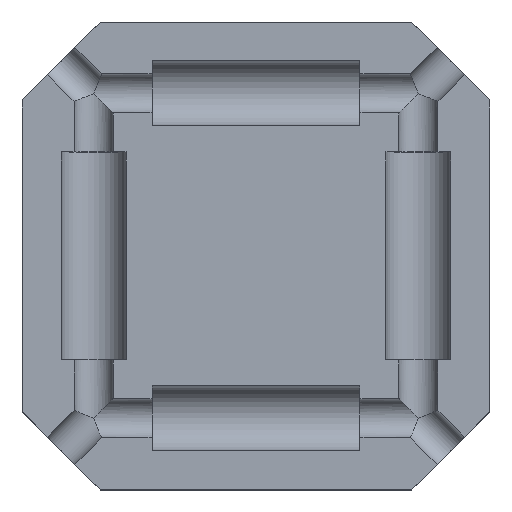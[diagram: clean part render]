
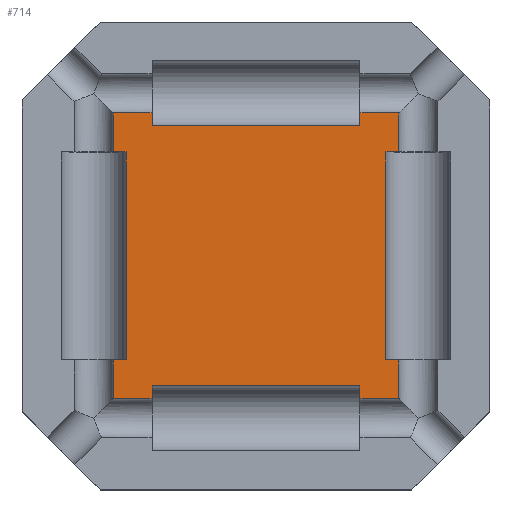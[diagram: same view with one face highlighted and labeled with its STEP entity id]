
A CAD part, top view. The second image highlights one B-rep face of the part: STEP entity #714.
In plain terms, the highlighted planar face has unit normal (0, 0, 1).
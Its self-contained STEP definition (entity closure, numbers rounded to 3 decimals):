
#17=PLANE('',#772);
#42=FACE_OUTER_BOUND('',#80,.T.);
#80=EDGE_LOOP('',(#508,#509,#510,#511,#512,#513,#514,#515,#516,#517,#518,
#519,#520,#521,#522,#523,#524,#525,#526,#527));
#134=LINE('',#1059,#210);
#135=LINE('',#1063,#211);
#151=LINE('',#1101,#227);
#152=LINE('',#1103,#228);
#153=LINE('',#1105,#229);
#154=LINE('',#1107,#230);
#155=LINE('',#1109,#231);
#156=LINE('',#1111,#232);
#157=LINE('',#1113,#233);
#158=LINE('',#1115,#234);
#159=LINE('',#1117,#235);
#160=LINE('',#1119,#236);
#161=LINE('',#1121,#237);
#162=LINE('',#1123,#238);
#163=LINE('',#1125,#239);
#164=LINE('',#1127,#240);
#165=LINE('',#1129,#241);
#166=LINE('',#1131,#242);
#167=LINE('',#1133,#243);
#168=LINE('',#1134,#244);
#210=VECTOR('',#840,10.);
#211=VECTOR('',#845,10.);
#227=VECTOR('',#875,10.);
#228=VECTOR('',#876,10.);
#229=VECTOR('',#877,10.);
#230=VECTOR('',#878,10.);
#231=VECTOR('',#879,10.);
#232=VECTOR('',#880,10.);
#233=VECTOR('',#881,10.);
#234=VECTOR('',#882,10.);
#235=VECTOR('',#883,10.);
#236=VECTOR('',#884,10.);
#237=VECTOR('',#885,10.);
#238=VECTOR('',#886,10.);
#239=VECTOR('',#887,10.);
#240=VECTOR('',#888,10.);
#241=VECTOR('',#889,10.);
#242=VECTOR('',#890,10.);
#243=VECTOR('',#891,10.);
#244=VECTOR('',#892,10.);
#300=VERTEX_POINT('',#1056);
#301=VERTEX_POINT('',#1058);
#302=VERTEX_POINT('',#1062);
#317=VERTEX_POINT('',#1100);
#318=VERTEX_POINT('',#1102);
#319=VERTEX_POINT('',#1104);
#320=VERTEX_POINT('',#1106);
#321=VERTEX_POINT('',#1108);
#322=VERTEX_POINT('',#1110);
#323=VERTEX_POINT('',#1112);
#324=VERTEX_POINT('',#1114);
#325=VERTEX_POINT('',#1116);
#326=VERTEX_POINT('',#1118);
#327=VERTEX_POINT('',#1120);
#328=VERTEX_POINT('',#1122);
#329=VERTEX_POINT('',#1124);
#330=VERTEX_POINT('',#1126);
#331=VERTEX_POINT('',#1128);
#332=VERTEX_POINT('',#1130);
#333=VERTEX_POINT('',#1132);
#372=EDGE_CURVE('',#300,#301,#134,.T.);
#374=EDGE_CURVE('',#301,#302,#135,.T.);
#393=EDGE_CURVE('',#300,#317,#151,.T.);
#394=EDGE_CURVE('',#317,#318,#152,.T.);
#395=EDGE_CURVE('',#318,#319,#153,.T.);
#396=EDGE_CURVE('',#319,#320,#154,.T.);
#397=EDGE_CURVE('',#320,#321,#155,.T.);
#398=EDGE_CURVE('',#321,#322,#156,.T.);
#399=EDGE_CURVE('',#322,#323,#157,.T.);
#400=EDGE_CURVE('',#323,#324,#158,.T.);
#401=EDGE_CURVE('',#325,#324,#159,.T.);
#402=EDGE_CURVE('',#326,#325,#160,.T.);
#403=EDGE_CURVE('',#326,#327,#161,.T.);
#404=EDGE_CURVE('',#327,#328,#162,.T.);
#405=EDGE_CURVE('',#328,#329,#163,.T.);
#406=EDGE_CURVE('',#330,#329,#164,.T.);
#407=EDGE_CURVE('',#331,#330,#165,.T.);
#408=EDGE_CURVE('',#331,#332,#166,.T.);
#409=EDGE_CURVE('',#332,#333,#167,.T.);
#410=EDGE_CURVE('',#333,#302,#168,.T.);
#508=ORIENTED_EDGE('',*,*,#372,.F.);
#509=ORIENTED_EDGE('',*,*,#393,.T.);
#510=ORIENTED_EDGE('',*,*,#394,.T.);
#511=ORIENTED_EDGE('',*,*,#395,.T.);
#512=ORIENTED_EDGE('',*,*,#396,.T.);
#513=ORIENTED_EDGE('',*,*,#397,.T.);
#514=ORIENTED_EDGE('',*,*,#398,.T.);
#515=ORIENTED_EDGE('',*,*,#399,.T.);
#516=ORIENTED_EDGE('',*,*,#400,.T.);
#517=ORIENTED_EDGE('',*,*,#401,.F.);
#518=ORIENTED_EDGE('',*,*,#402,.F.);
#519=ORIENTED_EDGE('',*,*,#403,.T.);
#520=ORIENTED_EDGE('',*,*,#404,.T.);
#521=ORIENTED_EDGE('',*,*,#405,.T.);
#522=ORIENTED_EDGE('',*,*,#406,.F.);
#523=ORIENTED_EDGE('',*,*,#407,.F.);
#524=ORIENTED_EDGE('',*,*,#408,.T.);
#525=ORIENTED_EDGE('',*,*,#409,.T.);
#526=ORIENTED_EDGE('',*,*,#410,.T.);
#527=ORIENTED_EDGE('',*,*,#374,.F.);
#714=ADVANCED_FACE('',(#42),#17,.T.);
#772=AXIS2_PLACEMENT_3D('',#1099,#873,#874);
#840=DIRECTION('',(0.,1.,0.));
#845=DIRECTION('',(1.,0.,0.));
#873=DIRECTION('center_axis',(0.,0.,1.));
#874=DIRECTION('ref_axis',(1.,0.,0.));
#875=DIRECTION('',(1.,0.,0.));
#876=DIRECTION('',(0.,-1.,0.));
#877=DIRECTION('',(-1.,0.,0.));
#878=DIRECTION('',(0.,-1.,0.));
#879=DIRECTION('',(1.,0.,0.));
#880=DIRECTION('',(0.,1.,0.));
#881=DIRECTION('',(1.,0.,0.));
#882=DIRECTION('',(0.,-1.,0.));
#883=DIRECTION('',(-1.,0.,0.));
#884=DIRECTION('',(0.,-1.,0.));
#885=DIRECTION('',(-1.,0.,0.));
#886=DIRECTION('',(0.,1.,0.));
#887=DIRECTION('',(1.,0.,0.));
#888=DIRECTION('',(0.,-1.,0.));
#889=DIRECTION('',(1.,0.,0.));
#890=DIRECTION('',(0.,-1.,0.));
#891=DIRECTION('',(-1.,0.,0.));
#892=DIRECTION('',(0.,1.,0.));
#1056=CARTESIAN_POINT('',(-5.5,4.,3.));
#1058=CARTESIAN_POINT('',(-5.5,5.5,3.));
#1059=CARTESIAN_POINT('',(-5.5,4.,3.));
#1062=CARTESIAN_POINT('',(-4.,5.5,3.));
#1063=CARTESIAN_POINT('',(-6.25,5.5,3.));
#1099=CARTESIAN_POINT('Origin',(0.,0.,3.));
#1100=CARTESIAN_POINT('',(-5.,4.,3.));
#1101=CARTESIAN_POINT('',(-3.125,4.,3.));
#1102=CARTESIAN_POINT('',(-5.,-4.,3.));
#1103=CARTESIAN_POINT('',(-5.,-4.,3.));
#1104=CARTESIAN_POINT('',(-5.5,-4.,3.));
#1105=CARTESIAN_POINT('',(-3.125,-4.,3.));
#1106=CARTESIAN_POINT('',(-5.5,-5.5,3.));
#1107=CARTESIAN_POINT('',(-5.5,-6.25,3.));
#1108=CARTESIAN_POINT('',(-4.,-5.5,3.));
#1109=CARTESIAN_POINT('',(-4.,-5.5,3.));
#1110=CARTESIAN_POINT('',(-4.,-5.,3.));
#1111=CARTESIAN_POINT('',(-4.,-3.125,3.));
#1112=CARTESIAN_POINT('',(4.,-5.,3.));
#1113=CARTESIAN_POINT('',(4.,-5.,3.));
#1114=CARTESIAN_POINT('',(4.,-5.5,3.));
#1115=CARTESIAN_POINT('',(4.,-3.125,3.));
#1116=CARTESIAN_POINT('',(5.5,-5.5,3.));
#1117=CARTESIAN_POINT('',(6.25,-5.5,3.));
#1118=CARTESIAN_POINT('',(5.5,-4.,3.));
#1119=CARTESIAN_POINT('',(5.5,-4.,3.));
#1120=CARTESIAN_POINT('',(5.,-4.,3.));
#1121=CARTESIAN_POINT('',(3.125,-4.,3.));
#1122=CARTESIAN_POINT('',(5.,4.,3.));
#1123=CARTESIAN_POINT('',(5.,-4.,3.));
#1124=CARTESIAN_POINT('',(5.5,4.,3.));
#1125=CARTESIAN_POINT('',(3.125,4.,3.));
#1126=CARTESIAN_POINT('',(5.5,5.5,3.));
#1127=CARTESIAN_POINT('',(5.5,6.25,3.));
#1128=CARTESIAN_POINT('',(4.,5.5,3.));
#1129=CARTESIAN_POINT('',(4.,5.5,3.));
#1130=CARTESIAN_POINT('',(4.,5.,3.));
#1131=CARTESIAN_POINT('',(4.,3.125,3.));
#1132=CARTESIAN_POINT('',(-4.,5.,3.));
#1133=CARTESIAN_POINT('',(4.,5.,3.));
#1134=CARTESIAN_POINT('',(-4.,3.125,3.));
